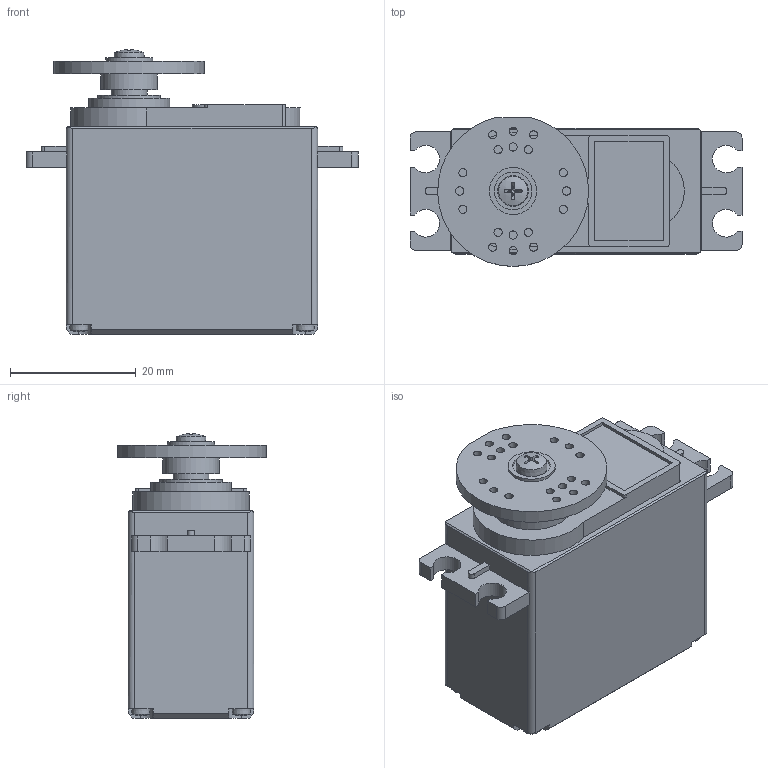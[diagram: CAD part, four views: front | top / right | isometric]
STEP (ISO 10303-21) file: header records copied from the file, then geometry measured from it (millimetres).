
FILE_DESCRIPTION(/* description */ ('Servo motor'),/* implementation_level */ '2;1');
FILE_NAME(/* name */ 'MOT_Servo_HS-322HD.ipt.stp',/* time_stamp */ '2016-01-07T16:47:02-08:00',/* author */ ('Autodesk, Inc.'),/* organization */ ('Autodesk, Inc.'),/* preprocessor_version */ 'ST-DEVELOPER v16.1',/* originating_system */ 'Autodesk Inventor 2016',/* authorisation */ '');
FILE_SCHEMA (('AUTOMOTIVE_DESIGN { 1 0 10303 214 3 1 1 }'));
Length unit declared in the file: inch
Products named in the file (1): MOT_Servo_HS-322HD
Bounding box: 52.8 x 23.68 x 45.24 mm (x, y, z)
Volume: 29803.6 mm3; surface area: 8010.1 mm2
Topology: 1 solids, 7 shells, 269 faces, 732 edges, 486 vertices
Faces by surface type: plane 124, cylinder 61, cone 59, torus 20, sphere 5
Full cylindrical faces by diameter (mm): 1.3 x18, 1.524 x4, 1.8 x4, 2 x1, 2.515 x1, 2.7 x1, 5.7 x1, 6 x1, 7.5 x1, 8.95 x1, 9.95 x1, 12.9 x1
Entity records: 8969 total; most frequent: CARTESIAN_POINT 2256, DIRECTION 1342, ORIENTED_EDGE 1314, EDGE_CURVE 657, AXIS2_PLACEMENT_3D 527, VERTEX_POINT 465, EDGE_LOOP 372, LINE 288
